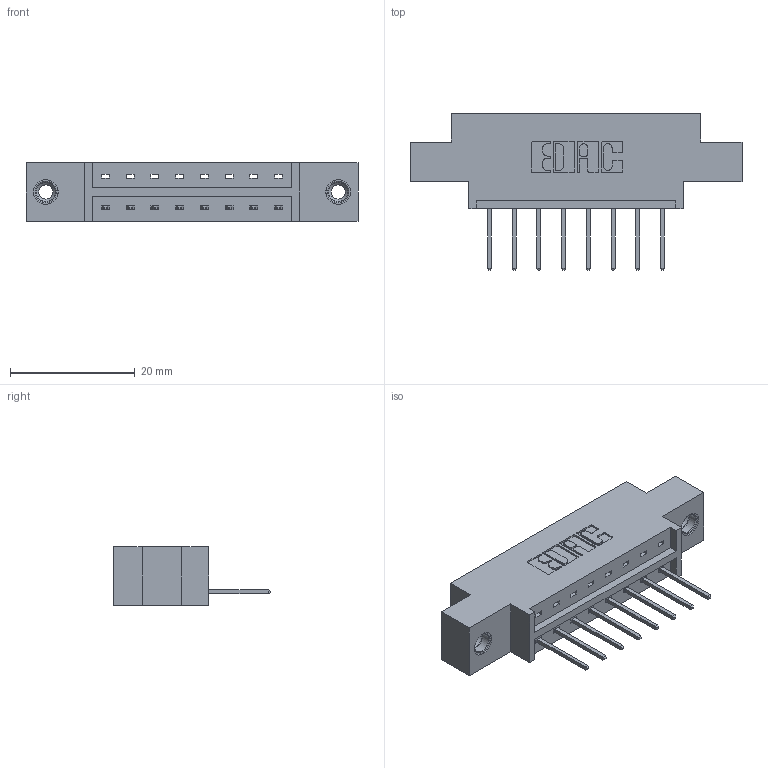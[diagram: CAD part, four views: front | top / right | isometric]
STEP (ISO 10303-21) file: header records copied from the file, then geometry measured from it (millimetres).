
FILE_DESCRIPTION (( 'STEP AP203' ), '1' );
FILE_NAME ('333-008-523-608.STEP', '2018-07-31T22:00:03', ( '' ), ( '' ), 'SwSTEP 2.0', 'SolidWorks 2016', '' );
FILE_SCHEMA (( 'CONFIG_CONTROL_DESIGN' ));
Length unit declared in the file: inch
Products named in the file (4): 333 Part_Offset - .156 Dia - TI; 345-292-001_345-293-123; 345-250-001_345-250-003-102; 333-008-523-608
Assembly tree (11 placements, depth 2):
  333-008-523-608
    333 Part_Offset - .156 Dia - TI
    345-292-001_345-293-123  x8
    345-250-001_345-250-003-102  x2
Bounding box: 53.24 x 25.15 x 9.4 mm (x, y, z)
Volume: 4827.5 mm3; surface area: 5232.7 mm2
Topology: 11 solids, 11 shells, 642 faces, 1867 edges, 1226 vertices
Faces by surface type: plane 442, cylinder 184, cone 12, torus 4
Entity records: 10624 total; most frequent: CARTESIAN_POINT 1821, ORIENTED_EDGE 1758, DIRECTION 1637, EDGE_CURVE 879, VECTOR 731, LINE 731, VERTEX_POINT 580, AXIS2_PLACEMENT_3D 453
